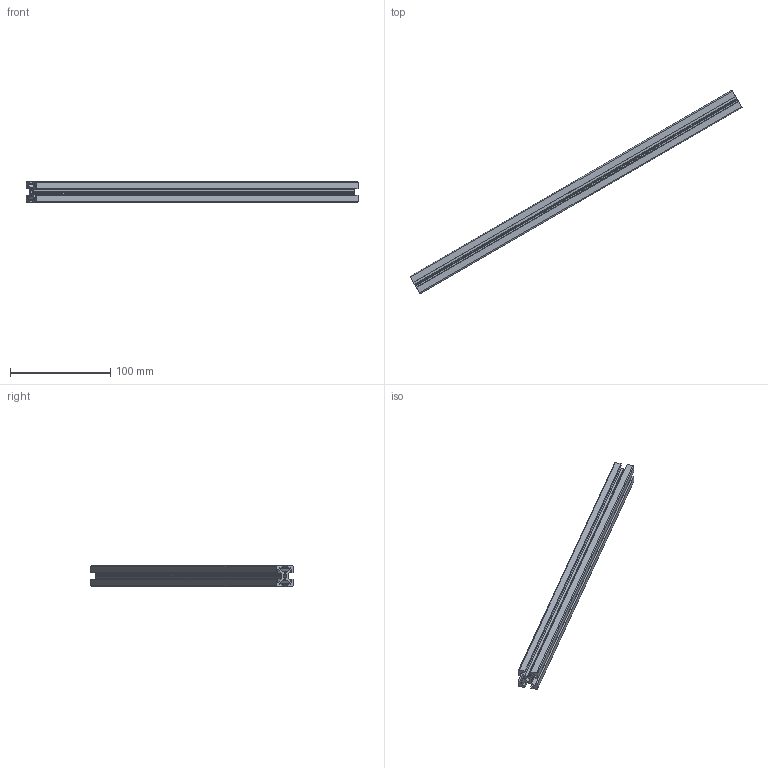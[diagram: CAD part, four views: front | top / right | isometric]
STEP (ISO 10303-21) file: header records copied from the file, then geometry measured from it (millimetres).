
FILE_DESCRIPTION(('FreeCAD Model'),'2;1');
FILE_NAME('2020_1.step', '2017-02-11T13:27:06',('Ax Smith-Laffin'),('AxMod Box Mods Limited'), 'Open CASCADE STEP processor 6.8','FreeCAD','Unknown');
FILE_SCHEMA(('AUTOMOTIVE_DESIGN_CC2 { 1 2 10303 214 -1 1 5 4 }'));
Length unit declared in the file: millimetre
Products named in the file (2): ASSEMBLY; _NFS5-2020-371
Assembly tree (1 placements, depth 2):
  ASSEMBLY
    _NFS5-2020-371
Bounding box: 330.43 x 202.32 x 20 mm (x, y, z)
Volume: 67067.3 mm3; surface area: 64767.3 mm2
Topology: 1 solids, 1 shells, 79 faces, 231 edges, 154 vertices
Faces by surface type: plane 66, cylinder 13
Full cylindrical faces by diameter (mm): 4.2 x1
Entity records: 6742 total; most frequent: CARTESIAN_POINT 2141, DIRECTION 828, LINE 590, VECTOR 590, ORIENTED_EDGE 462, PCURVE 462, DEFINITIONAL_REPRESENTATION 462, EDGE_CURVE 231
